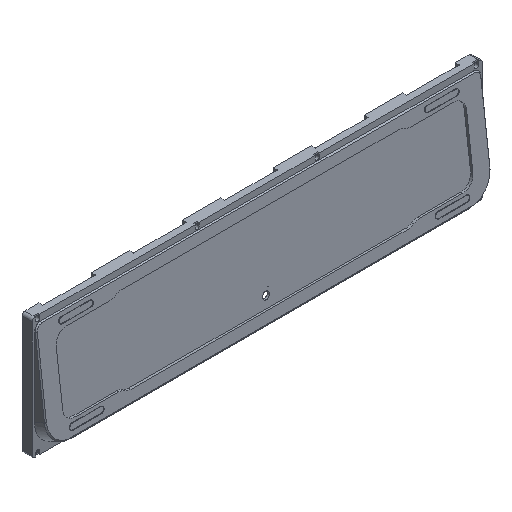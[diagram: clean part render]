
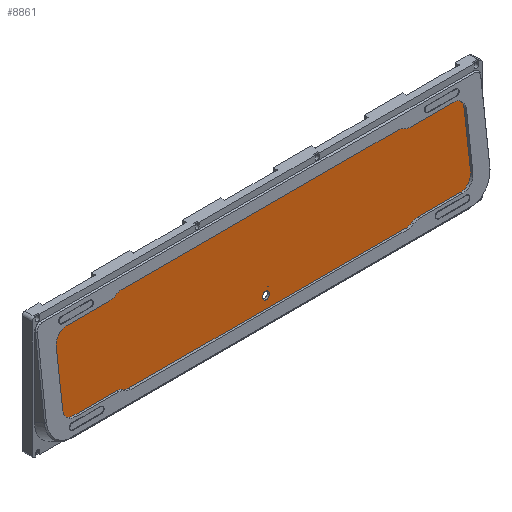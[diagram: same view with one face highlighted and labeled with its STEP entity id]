
A CAD part, isometric view. The second image highlights one B-rep face of the part: STEP entity #8861.
In plain terms, the highlighted planar face has unit normal (0, -0.993, 0.122).
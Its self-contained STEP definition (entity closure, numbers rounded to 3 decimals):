
#44=FACE_BOUND('',#1003,.T.);
#145=PLANE('',#9552);
#299=ELLIPSE('',#9194,3.023,3.);
#519=FACE_OUTER_BOUND('',#1002,.T.);
#1002=EDGE_LOOP('',(#6925,#6926,#6927,#6928,#6929,#6930,#6931,#6932,#6933,
#6934,#6935,#6936,#6937,#6938,#6939,#6940,#6941,#6942,#6943,#6944));
#1003=EDGE_LOOP('',(#6945));
#1499=CIRCLE('',#9553,10.);
#1500=CIRCLE('',#9554,10.);
#1501=CIRCLE('',#9555,10.);
#1502=CIRCLE('',#9556,10.);
#1503=CIRCLE('',#9557,10.);
#1504=CIRCLE('',#9558,10.);
#1505=CIRCLE('',#9559,10.);
#1506=CIRCLE('',#9560,10.);
#1507=CIRCLE('',#9561,10.);
#1508=CIRCLE('',#9562,10.);
#1509=CIRCLE('',#9563,10.);
#1510=CIRCLE('',#9564,10.);
#2187=LINE('',#15151,#3021);
#2188=LINE('',#15157,#3022);
#2189=LINE('',#15161,#3023);
#2190=LINE('',#15165,#3024);
#2191=LINE('',#15171,#3025);
#2192=LINE('',#15177,#3026);
#2193=LINE('',#15181,#3027);
#2194=LINE('',#15185,#3028);
#3021=VECTOR('',#11189,10.);
#3022=VECTOR('',#11194,10.);
#3023=VECTOR('',#11197,10.);
#3024=VECTOR('',#11200,10.);
#3025=VECTOR('',#11205,10.);
#3026=VECTOR('',#11210,10.);
#3027=VECTOR('',#11213,10.);
#3028=VECTOR('',#11216,10.);
#3605=VERTEX_POINT('',#14084);
#3974=VERTEX_POINT('',#15147);
#3975=VERTEX_POINT('',#15148);
#3976=VERTEX_POINT('',#15150);
#3977=VERTEX_POINT('',#15152);
#3978=VERTEX_POINT('',#15154);
#3979=VERTEX_POINT('',#15156);
#3980=VERTEX_POINT('',#15158);
#3981=VERTEX_POINT('',#15160);
#3982=VERTEX_POINT('',#15162);
#3983=VERTEX_POINT('',#15164);
#3984=VERTEX_POINT('',#15166);
#3985=VERTEX_POINT('',#15168);
#3986=VERTEX_POINT('',#15170);
#3987=VERTEX_POINT('',#15172);
#3988=VERTEX_POINT('',#15174);
#3989=VERTEX_POINT('',#15176);
#3990=VERTEX_POINT('',#15178);
#3991=VERTEX_POINT('',#15180);
#3992=VERTEX_POINT('',#15182);
#3993=VERTEX_POINT('',#15184);
#4537=EDGE_CURVE('',#3605,#3605,#299,.T.);
#5065=EDGE_CURVE('',#3974,#3975,#1499,.T.);
#5066=EDGE_CURVE('',#3976,#3974,#2187,.T.);
#5067=EDGE_CURVE('',#3977,#3976,#1500,.T.);
#5068=EDGE_CURVE('',#3978,#3977,#1501,.T.);
#5069=EDGE_CURVE('',#3979,#3978,#2188,.T.);
#5070=EDGE_CURVE('',#3980,#3979,#1502,.T.);
#5071=EDGE_CURVE('',#3981,#3980,#2189,.T.);
#5072=EDGE_CURVE('',#3982,#3981,#1503,.T.);
#5073=EDGE_CURVE('',#3983,#3982,#2190,.T.);
#5074=EDGE_CURVE('',#3984,#3983,#1504,.T.);
#5075=EDGE_CURVE('',#3985,#3984,#1505,.T.);
#5076=EDGE_CURVE('',#3986,#3985,#2191,.T.);
#5077=EDGE_CURVE('',#3987,#3986,#1506,.T.);
#5078=EDGE_CURVE('',#3988,#3987,#1507,.T.);
#5079=EDGE_CURVE('',#3989,#3988,#2192,.T.);
#5080=EDGE_CURVE('',#3990,#3989,#1508,.T.);
#5081=EDGE_CURVE('',#3991,#3990,#2193,.T.);
#5082=EDGE_CURVE('',#3992,#3991,#1509,.T.);
#5083=EDGE_CURVE('',#3993,#3992,#2194,.T.);
#5084=EDGE_CURVE('',#3975,#3993,#1510,.T.);
#6925=ORIENTED_EDGE('',*,*,#5065,.F.);
#6926=ORIENTED_EDGE('',*,*,#5066,.F.);
#6927=ORIENTED_EDGE('',*,*,#5067,.F.);
#6928=ORIENTED_EDGE('',*,*,#5068,.F.);
#6929=ORIENTED_EDGE('',*,*,#5069,.F.);
#6930=ORIENTED_EDGE('',*,*,#5070,.F.);
#6931=ORIENTED_EDGE('',*,*,#5071,.F.);
#6932=ORIENTED_EDGE('',*,*,#5072,.F.);
#6933=ORIENTED_EDGE('',*,*,#5073,.F.);
#6934=ORIENTED_EDGE('',*,*,#5074,.F.);
#6935=ORIENTED_EDGE('',*,*,#5075,.F.);
#6936=ORIENTED_EDGE('',*,*,#5076,.F.);
#6937=ORIENTED_EDGE('',*,*,#5077,.F.);
#6938=ORIENTED_EDGE('',*,*,#5078,.F.);
#6939=ORIENTED_EDGE('',*,*,#5079,.F.);
#6940=ORIENTED_EDGE('',*,*,#5080,.F.);
#6941=ORIENTED_EDGE('',*,*,#5081,.F.);
#6942=ORIENTED_EDGE('',*,*,#5082,.F.);
#6943=ORIENTED_EDGE('',*,*,#5083,.F.);
#6944=ORIENTED_EDGE('',*,*,#5084,.F.);
#6945=ORIENTED_EDGE('',*,*,#4537,.T.);
#8861=ADVANCED_FACE('',(#519,#44),#145,.F.);
#9194=AXIS2_PLACEMENT_3D('',#14086,#10135,#10136);
#9552=AXIS2_PLACEMENT_3D('',#15146,#11185,#11186);
#9553=AXIS2_PLACEMENT_3D('',#15149,#11187,#11188);
#9554=AXIS2_PLACEMENT_3D('',#15153,#11190,#11191);
#9555=AXIS2_PLACEMENT_3D('',#15155,#11192,#11193);
#9556=AXIS2_PLACEMENT_3D('',#15159,#11195,#11196);
#9557=AXIS2_PLACEMENT_3D('',#15163,#11198,#11199);
#9558=AXIS2_PLACEMENT_3D('',#15167,#11201,#11202);
#9559=AXIS2_PLACEMENT_3D('',#15169,#11203,#11204);
#9560=AXIS2_PLACEMENT_3D('',#15173,#11206,#11207);
#9561=AXIS2_PLACEMENT_3D('',#15175,#11208,#11209);
#9562=AXIS2_PLACEMENT_3D('',#15179,#11211,#11212);
#9563=AXIS2_PLACEMENT_3D('',#15183,#11214,#11215);
#9564=AXIS2_PLACEMENT_3D('',#15186,#11217,#11218);
#10135=DIRECTION('center_axis',(0.,0.993,-0.122));
#10136=DIRECTION('ref_axis',(0.,-0.122,-0.993));
#11185=DIRECTION('center_axis',(0.,0.993,-0.122));
#11186=DIRECTION('ref_axis',(0.,0.122,0.993));
#11187=DIRECTION('center_axis',(0.,0.993,-0.122));
#11188=DIRECTION('ref_axis',(0.714,0.085,0.695));
#11189=DIRECTION('',(1.,0.,0.));
#11190=DIRECTION('center_axis',(0.,0.993,-0.122));
#11191=DIRECTION('ref_axis',(-0.714,0.085,0.695));
#11192=DIRECTION('center_axis',(0.,-0.993,0.122));
#11193=DIRECTION('ref_axis',(0.274,-0.117,-0.955));
#11194=DIRECTION('',(1.,0.,0.));
#11195=DIRECTION('center_axis',(0.,0.993,-0.122));
#11196=DIRECTION('ref_axis',(-0.707,0.086,0.702));
#11197=DIRECTION('',(0.,0.122,0.993));
#11198=DIRECTION('center_axis',(0.,0.993,-0.122));
#11199=DIRECTION('ref_axis',(-0.707,-0.086,-0.702));
#11200=DIRECTION('',(-1.,0.,0.));
#11201=DIRECTION('center_axis',(0.,-0.993,0.122));
#11202=DIRECTION('ref_axis',(0.274,0.117,0.955));
#11203=DIRECTION('center_axis',(0.,0.993,-0.122));
#11204=DIRECTION('ref_axis',(-0.714,-0.085,-0.695));
#11205=DIRECTION('',(-1.,0.,0.));
#11206=DIRECTION('center_axis',(0.,0.993,-0.122));
#11207=DIRECTION('ref_axis',(0.714,-0.085,-0.695));
#11208=DIRECTION('center_axis',(0.,-0.993,0.122));
#11209=DIRECTION('ref_axis',(-0.274,0.117,0.955));
#11210=DIRECTION('',(-1.,0.,0.));
#11211=DIRECTION('center_axis',(0.,0.993,-0.122));
#11212=DIRECTION('ref_axis',(0.707,-0.086,-0.702));
#11213=DIRECTION('',(0.,-0.122,-0.993));
#11214=DIRECTION('center_axis',(0.,0.993,-0.122));
#11215=DIRECTION('ref_axis',(0.707,0.086,0.702));
#11216=DIRECTION('',(1.,0.,0.));
#11217=DIRECTION('center_axis',(0.,-0.993,0.122));
#11218=DIRECTION('ref_axis',(-0.274,-0.117,-0.955));
#14084=CARTESIAN_POINT('',(198.263,-19.169,23.563));
#14086=CARTESIAN_POINT('Origin',(195.263,-19.169,23.563));
#15146=CARTESIAN_POINT('Origin',(195.263,-15.906,50.136));
#15147=CARTESIAN_POINT('',(317.284,-11.523,85.828));
#15148=CARTESIAN_POINT('',(322.551,-11.706,84.339));
#15149=CARTESIAN_POINT('Origin',(317.284,-12.742,75.902));
#15150=CARTESIAN_POINT('',(73.241,-11.523,85.828));
#15151=CARTESIAN_POINT('',(14.5,-11.523,85.828));
#15152=CARTESIAN_POINT('',(67.974,-11.706,84.339));
#15153=CARTESIAN_POINT('Origin',(73.241,-12.742,75.902));
#15154=CARTESIAN_POINT('',(62.706,-11.889,82.85));
#15155=CARTESIAN_POINT('Origin',(62.706,-10.67,92.776));
#15156=CARTESIAN_POINT('',(24.5,-11.889,82.85));
#15157=CARTESIAN_POINT('',(376.025,-11.889,82.85));
#15158=CARTESIAN_POINT('',(14.5,-13.108,72.925));
#15159=CARTESIAN_POINT('Origin',(24.5,-13.108,72.925));
#15160=CARTESIAN_POINT('',(14.5,-18.704,27.348));
#15161=CARTESIAN_POINT('',(14.5,-11.523,85.828));
#15162=CARTESIAN_POINT('',(24.5,-19.923,17.422));
#15163=CARTESIAN_POINT('Origin',(24.5,-18.704,27.348));
#15164=CARTESIAN_POINT('',(62.706,-19.923,17.422));
#15165=CARTESIAN_POINT('',(14.5,-19.923,17.422));
#15166=CARTESIAN_POINT('',(67.974,-20.105,15.933));
#15167=CARTESIAN_POINT('Origin',(62.706,-21.141,7.497));
#15168=CARTESIAN_POINT('',(73.241,-20.288,14.444));
#15169=CARTESIAN_POINT('Origin',(73.241,-19.069,24.37));
#15170=CARTESIAN_POINT('',(317.284,-20.288,14.444));
#15171=CARTESIAN_POINT('',(376.025,-20.288,14.444));
#15172=CARTESIAN_POINT('',(322.551,-20.105,15.933));
#15173=CARTESIAN_POINT('Origin',(317.284,-19.069,24.37));
#15174=CARTESIAN_POINT('',(327.819,-19.923,17.422));
#15175=CARTESIAN_POINT('Origin',(327.819,-21.141,7.497));
#15176=CARTESIAN_POINT('',(366.025,-19.923,17.422));
#15177=CARTESIAN_POINT('',(14.5,-19.923,17.422));
#15178=CARTESIAN_POINT('',(376.025,-18.704,27.348));
#15179=CARTESIAN_POINT('Origin',(366.025,-18.704,27.348));
#15180=CARTESIAN_POINT('',(376.025,-13.108,72.925));
#15181=CARTESIAN_POINT('',(376.025,-11.523,85.828));
#15182=CARTESIAN_POINT('',(366.025,-11.889,82.85));
#15183=CARTESIAN_POINT('Origin',(366.025,-13.108,72.925));
#15184=CARTESIAN_POINT('',(327.819,-11.889,82.85));
#15185=CARTESIAN_POINT('',(376.025,-11.889,82.85));
#15186=CARTESIAN_POINT('Origin',(327.819,-10.67,92.776));
